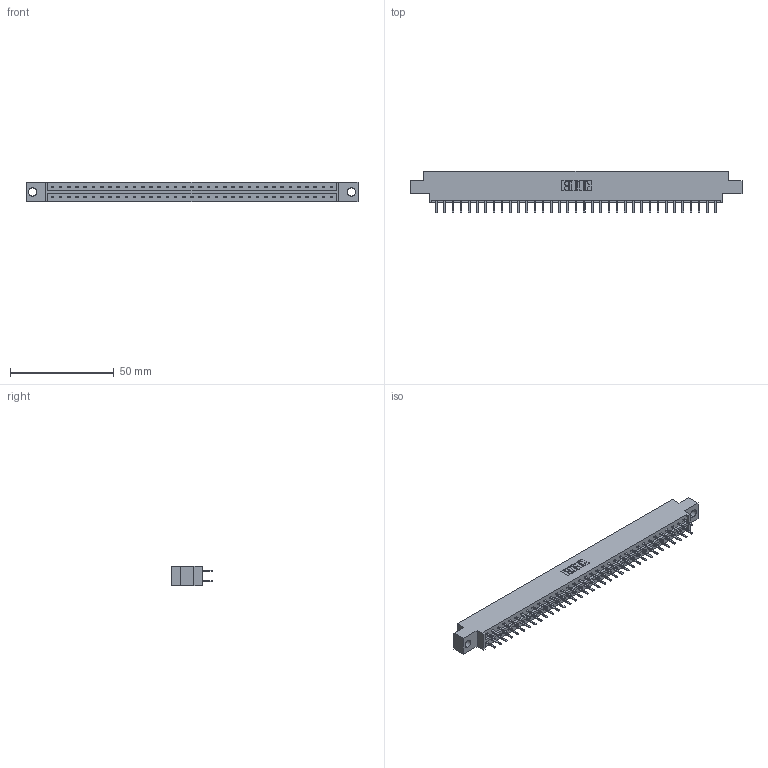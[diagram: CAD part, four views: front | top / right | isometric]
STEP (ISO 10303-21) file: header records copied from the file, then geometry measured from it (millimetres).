
FILE_DESCRIPTION (( 'STEP AP203' ), '1' );
FILE_NAME ('833-070-520-804.STEP', '2020-06-05T11:53:50', ( '' ), ( '' ), 'SwSTEP 2.0', 'SolidWorks 2020', '' );
FILE_SCHEMA (( 'CONFIG_CONTROL_DESIGN' ));
Length unit declared in the file: inch
Products named in the file (3): 833 Part_Offset - .156 Dia - TH; 833-070-520-804; 345-292-001_345-293-120
Assembly tree (71 placements, depth 2):
  833-070-520-804
    833 Part_Offset - .156 Dia - TH
    345-292-001_345-293-120  x70
Bounding box: 160.22 x 20.02 x 9.4 mm (x, y, z)
Volume: 15946 mm3; surface area: 18715.7 mm2
Topology: 71 solids, 71 shells, 4038 faces, 11733 edges, 7634 vertices
Faces by surface type: plane 2734, cylinder 1304
Entity records: 23671 total; most frequent: CARTESIAN_POINT 3946, ORIENTED_EDGE 3870, DIRECTION 3371, EDGE_CURVE 1935, LINE 1803, VECTOR 1803, VERTEX_POINT 1286, AXIS2_PLACEMENT_3D 784
